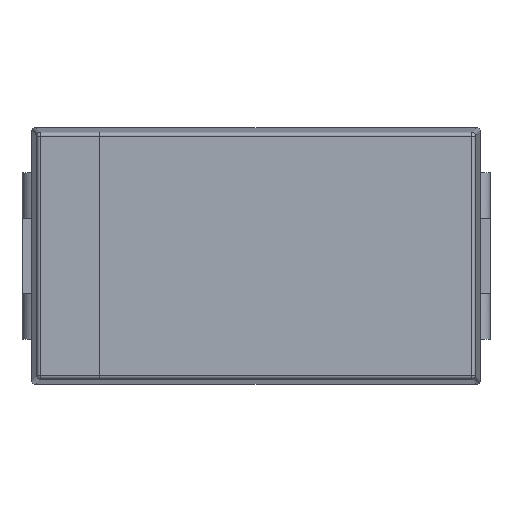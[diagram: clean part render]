
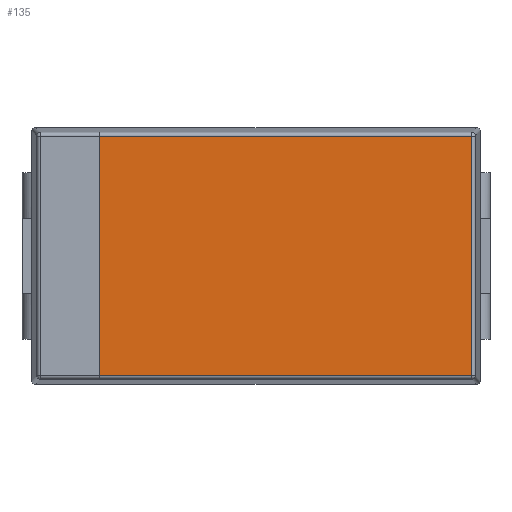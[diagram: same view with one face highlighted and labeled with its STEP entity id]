
A CAD part, top view. The second image highlights one B-rep face of the part: STEP entity #135.
In plain terms, the highlighted planar face has unit normal (0, 0, 1).
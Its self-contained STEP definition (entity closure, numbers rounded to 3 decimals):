
#135=ADVANCED_FACE('',(#977),#979,.T.);
#977=FACE_BOUND('',#978,.T.);
#978=EDGE_LOOP('',(#1835,#1836,#1837,#1838));
#979=PLANE('',#980);
#980=AXIS2_PLACEMENT_3D('',#981,#982,#983);
#981=CARTESIAN_POINT('',(0.,0.,2.7));
#982=DIRECTION('',(0.,0.,1.));
#983=DIRECTION('',(1.,0.,0.));
#1835=ORIENTED_EDGE('',*,*,#2272,.T.);
#1836=ORIENTED_EDGE('',*,*,#2288,.T.);
#1837=ORIENTED_EDGE('',*,*,#2280,.T.);
#1838=ORIENTED_EDGE('',*,*,#2289,.T.);
#2272=EDGE_CURVE('',#2502,#2507,#2509,.T.);
#2280=EDGE_CURVE('',#2523,#2515,#2524,.T.);
#2288=EDGE_CURVE('',#2507,#2523,#2536,.T.);
#2289=EDGE_CURVE('',#2515,#2502,#2537,.T.);
#2502=VERTEX_POINT('',#2887);
#2507=VERTEX_POINT('',#2897);
#2509=LINE('',#2902,#2903);
#2515=VERTEX_POINT('',#2917);
#2523=VERTEX_POINT('',#2935);
#2524=LINE('',#2936,#2937);
#2536=LINE('',#2967,#2968);
#2537=LINE('',#2970,#2971);
#2887=CARTESIAN_POINT('',(-2.074,-1.586,2.7));
#2897=CARTESIAN_POINT('',(2.856,-1.586,2.7));
#2902=CARTESIAN_POINT('',(-2.074,-1.586,2.7));
#2903=VECTOR('',#2904,1.);
#2904=DIRECTION('',(1.,0.,0.));
#2917=CARTESIAN_POINT('',(-2.074,1.586,2.7));
#2935=CARTESIAN_POINT('',(2.856,1.586,2.7));
#2936=CARTESIAN_POINT('',(2.856,1.586,2.7));
#2937=VECTOR('',#2938,1.);
#2938=DIRECTION('',(-1.,0.,0.));
#2967=CARTESIAN_POINT('',(2.856,-1.586,2.7));
#2968=VECTOR('',#2969,1.);
#2969=DIRECTION('',(0.,1.,0.));
#2970=CARTESIAN_POINT('',(-2.074,1.586,2.7));
#2971=VECTOR('',#2972,1.);
#2972=DIRECTION('',(0.,-1.,0.));
